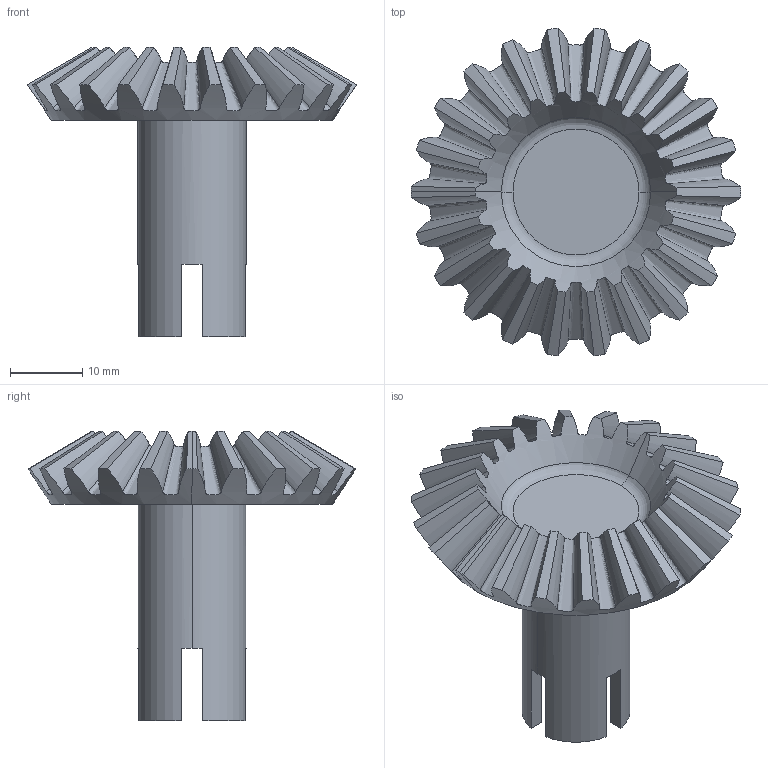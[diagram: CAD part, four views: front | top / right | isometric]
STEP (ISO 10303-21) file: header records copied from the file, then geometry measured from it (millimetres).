
FILE_DESCRIPTION (( 'STEP AP214' ), '1' );
FILE_NAME ('Sun.STEP', '2022-03-11T20:56:52', ( '' ), ( '' ), 'SwSTEP 2.0', 'SolidWorks 2020', '' );
FILE_SCHEMA (( 'AUTOMOTIVE_DESIGN' ));
Length unit declared in the file: millimetre
Products named in the file (1): Sun
Bounding box: 45.7 x 45.43 x 40.09 mm (x, y, z)
Volume: 11888.3 mm3; surface area: 6350.3 mm2
Topology: 1 solids, 1 shells, 116 faces, 335 edges, 222 vertices
Faces by surface type: bspline 66, cone 27, plane 15, cylinder 6, torus 2
Entity records: 9101 total; most frequent: CARTESIAN_POINT 6488, ORIENTED_EDGE 670, DIRECTION 337, EDGE_CURVE 335, VERTEX_POINT 222, B_SPLINE_CURVE_WITH_KNOTS 176, AXIS2_PLACEMENT_3D 127, EDGE_LOOP 117
